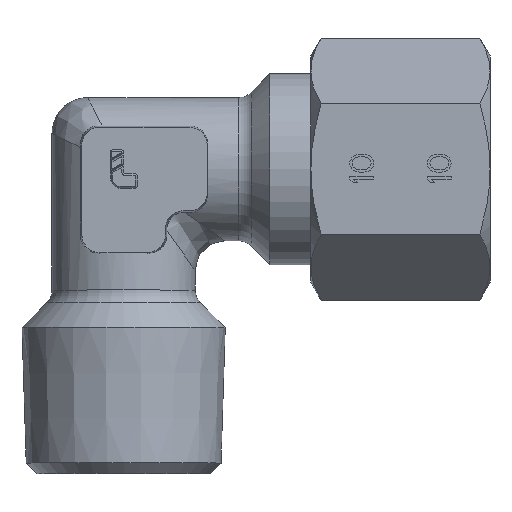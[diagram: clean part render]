
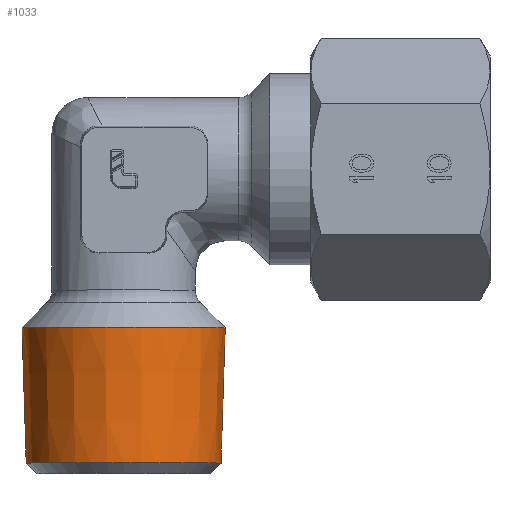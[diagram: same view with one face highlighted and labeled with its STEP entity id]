
A CAD part, top view. The second image highlights one B-rep face of the part: STEP entity #1033.
In plain terms, the highlighted conical face has half-angle 1.78 degrees and reference radius 8.336 mm.
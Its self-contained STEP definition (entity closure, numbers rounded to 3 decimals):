
#1033=ADVANCED_FACE('',(#2072),#2073,.T.);
#2072=FACE_OUTER_BOUND('',#3293,.T.);
#2073=CONICAL_SURFACE('',#3294,8.336,0.031);
#3293=EDGE_LOOP('',(#6329,#6330,#6331,#6332));
#3294=AXIS2_PLACEMENT_3D('',#6333,#6334,#6335);
#6329=ORIENTED_EDGE('',*,*,#6766,.T.);
#6330=ORIENTED_EDGE('',*,*,#6724,.T.);
#6331=ORIENTED_EDGE('',*,*,#6768,.T.);
#6332=ORIENTED_EDGE('',*,*,#7375,.F.);
#6333=CARTESIAN_POINT('',(0.0,-18.939,0.0));
#6334=DIRECTION('',(-0.0,1.0,-0.0));
#6335=DIRECTION('',(1.0,0.0,0.0));
#6724=EDGE_CURVE('',#8190,#8188,#8191,.T.);
#6766=EDGE_CURVE('',#8250,#8190,#8251,.T.);
#6768=EDGE_CURVE('',#8188,#8252,#8254,.T.);
#7375=EDGE_CURVE('',#8250,#8252,#9134,.T.);
#8188=VERTEX_POINT('',#10315);
#8190=VERTEX_POINT('',#10318);
#8191=CIRCLE('',#10319,8.512);
#8250=VERTEX_POINT('',#10401);
#8251=LINE('',#10402,#10403);
#8252=VERTEX_POINT('',#10404);
#8254=LINE('',#10406,#10407);
#9134=CIRCLE('',#11972,8.16);
#10315=CARTESIAN_POINT('',(-8.512,-13.262,0.));
#10318=CARTESIAN_POINT('',(8.512,-13.262,0.0));
#10319=AXIS2_PLACEMENT_3D('',#12711,#12712,#12713);
#10401=CARTESIAN_POINT('',(8.16,-24.617,0.));
#10402=CARTESIAN_POINT('',(8.336,-18.939,0.));
#10403=VECTOR('',#12758,1.0);
#10404=CARTESIAN_POINT('',(-8.16,-24.617,0.0));
#10406=CARTESIAN_POINT('',(-8.336,-18.939,0.));
#10407=VECTOR('',#12762,1.0);
#11972=AXIS2_PLACEMENT_3D('',#13470,#13471,#13472);
#12711=CARTESIAN_POINT('',(0.0,-13.262,0.0));
#12712=DIRECTION('',(0.0,-1.0,0.0));
#12713=DIRECTION('',(-1.0,0.0,0.0));
#12758=DIRECTION('',(0.031,1.,0.));
#12762=DIRECTION('',(0.031,-1.,0.));
#13470=CARTESIAN_POINT('',(0.0,-24.617,0.0));
#13471=DIRECTION('',(0.0,-1.0,0.0));
#13472=DIRECTION('',(1.0,0.0,0.0));
